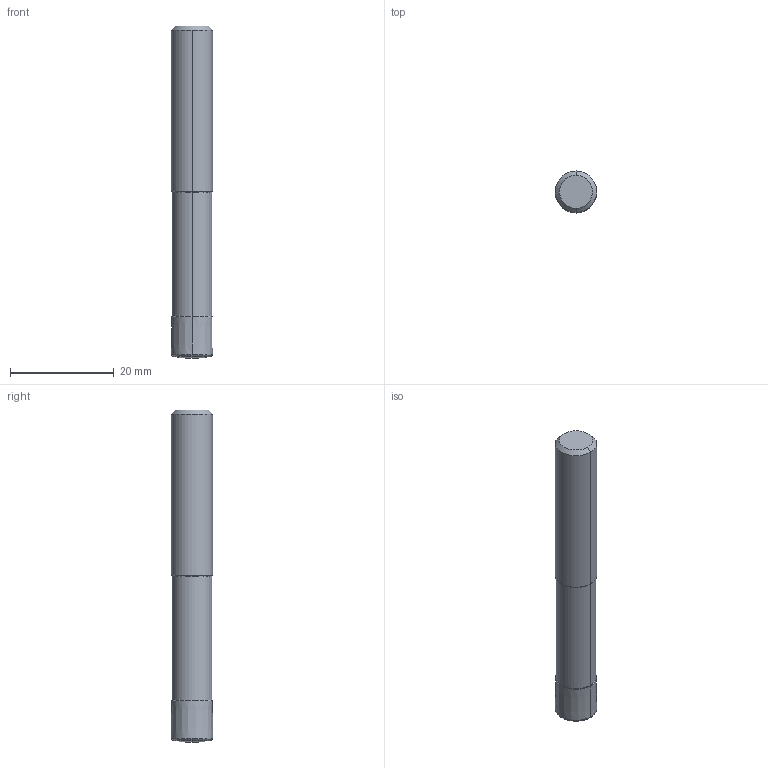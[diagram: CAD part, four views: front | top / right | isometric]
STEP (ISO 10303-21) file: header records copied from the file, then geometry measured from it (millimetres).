
FILE_DESCRIPTION(('STEP AP214'),'1');
FILE_NAME('eeeE43.stp','2022-12-01T14:09:24',(' '),(' '),'Spatial InterOp 3D',' ',' ');
FILE_SCHEMA(('AUTOMOTIVE_DESIGN { 1 0 10303 214 1 1 1 1 }'));
Length unit declared in the file: millimetre
Products named in the file (1): 1
Bounding box: 8 x 8 x 64 mm (x, y, z)
Volume: 3106 mm3; surface area: 1759.9 mm2
Topology: 2 solids, 2 shells, 20 faces, 55 edges, 40 vertices
Faces by surface type: cone 8, cylinder 4, plane 4, torus 4
Entity records: 833 total; most frequent: DIRECTION 133, CARTESIAN_POINT 105, ORIENTED_EDGE 80, AXIS2_PLACEMENT_3D 56, EDGE_CURVE 40, CIRCLE 30, LINE 25, VECTOR 25
